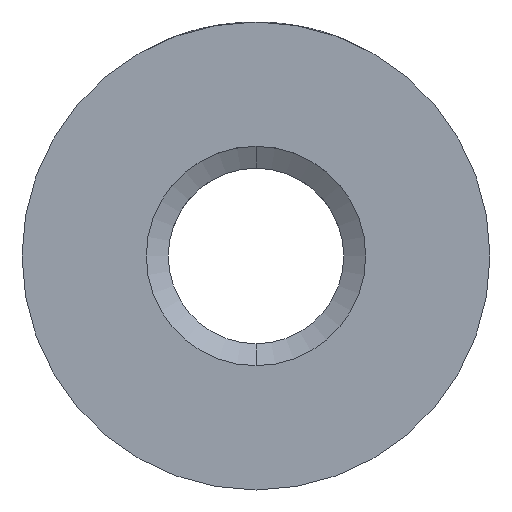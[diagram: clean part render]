
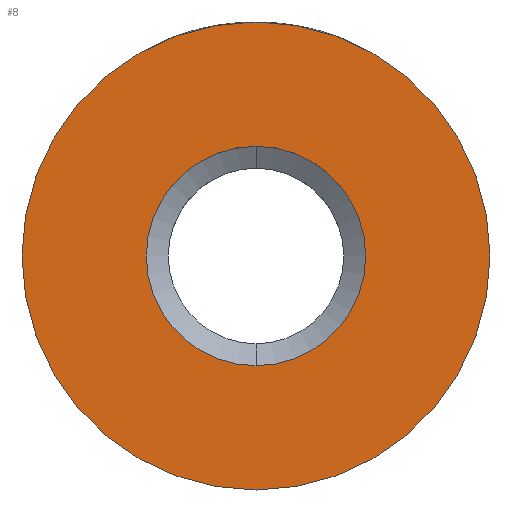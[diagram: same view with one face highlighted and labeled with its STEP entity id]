
A CAD part, front view. The second image highlights one B-rep face of the part: STEP entity #8.
In plain terms, the highlighted planar face has unit normal (0, -1, 0).
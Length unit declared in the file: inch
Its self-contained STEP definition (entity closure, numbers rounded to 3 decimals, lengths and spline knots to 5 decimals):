
#8 = ADVANCED_FACE ( 'NONE', ( #408, #829 ), #853, .F. ) ;
#90 = CARTESIAN_POINT ( 'NONE',  ( 0., 0., 0.21 ) ) ;
#123 = DIRECTION ( 'NONE',  ( 0., 1., 0. ) ) ;
#152 = CARTESIAN_POINT ( 'NONE',  ( 0., 0., -0.09843 ) ) ;
#205 = CARTESIAN_POINT ( 'NONE',  ( 0., 0., -0.21 ) ) ;
#211 = CARTESIAN_POINT ( 'NONE',  ( 0., 0., 0.09843 ) ) ;
#289 = CIRCLE ( 'NONE', #358, 0.09843 ) ;
#339 = CIRCLE ( 'NONE', #420, 0.21 ) ;
#358 = AXIS2_PLACEMENT_3D ( 'NONE', #868, #539, #635 ) ;
#359 = CIRCLE ( 'NONE', #434, 0.09843 ) ;
#388 = CIRCLE ( 'NONE', #467, 0.21 ) ;
#406 = EDGE_CURVE ( 'NONE', #483, #485, #388, .T. ) ;
#408 = FACE_BOUND ( 'NONE', #504, .T. ) ;
#420 = AXIS2_PLACEMENT_3D ( 'NONE', #626, #731, #685 ) ;
#434 = AXIS2_PLACEMENT_3D ( 'NONE', #814, #620, #813 ) ;
#445 = VERTEX_POINT ( 'NONE', #152 ) ;
#467 = AXIS2_PLACEMENT_3D ( 'NONE', #507, #123, #696 ) ;
#478 = AXIS2_PLACEMENT_3D ( 'NONE', #559, #860, #687 ) ;
#483 = VERTEX_POINT ( 'NONE', #90 ) ;
#485 = VERTEX_POINT ( 'NONE', #205 ) ;
#499 = ORIENTED_EDGE ( 'NONE', *, *, #521, .F. ) ;
#504 = EDGE_LOOP ( 'NONE', ( #755, #825 ) ) ;
#506 = EDGE_CURVE ( 'NONE', #445, #697, #359, .T. ) ;
#507 = CARTESIAN_POINT ( 'NONE',  ( 0., 0., 0. ) ) ;
#521 = EDGE_CURVE ( 'NONE', #485, #483, #339, .T. ) ;
#539 = DIRECTION ( 'NONE',  ( 0., -1., 0. ) ) ;
#540 = EDGE_LOOP ( 'NONE', ( #499, #778 ) ) ;
#559 = CARTESIAN_POINT ( 'NONE',  ( 0., 0., 0. ) ) ;
#595 = EDGE_CURVE ( 'NONE', #697, #445, #289, .T. ) ;
#620 = DIRECTION ( 'NONE',  ( 0., -1., 0. ) ) ;
#626 = CARTESIAN_POINT ( 'NONE',  ( 0., 0., 0. ) ) ;
#635 = DIRECTION ( 'NONE',  ( 0., 0., -1. ) ) ;
#685 = DIRECTION ( 'NONE',  ( 0., 0., 1. ) ) ;
#687 = DIRECTION ( 'NONE',  ( 0., 0., 1. ) ) ;
#696 = DIRECTION ( 'NONE',  ( 0., 0., 1. ) ) ;
#697 = VERTEX_POINT ( 'NONE', #211 ) ;
#731 = DIRECTION ( 'NONE',  ( 0., 1., 0. ) ) ;
#755 = ORIENTED_EDGE ( 'NONE', *, *, #506, .F. ) ;
#778 = ORIENTED_EDGE ( 'NONE', *, *, #406, .F. ) ;
#813 = DIRECTION ( 'NONE',  ( 0., 0., -1. ) ) ;
#814 = CARTESIAN_POINT ( 'NONE',  ( 0., 0., 0. ) ) ;
#825 = ORIENTED_EDGE ( 'NONE', *, *, #595, .F. ) ;
#829 = FACE_OUTER_BOUND ( 'NONE', #540, .T. ) ;
#853 = PLANE ( 'NONE',  #478 ) ;
#860 = DIRECTION ( 'NONE',  ( 0., 1., 0. ) ) ;
#868 = CARTESIAN_POINT ( 'NONE',  ( 0., 0., 0. ) ) ;
